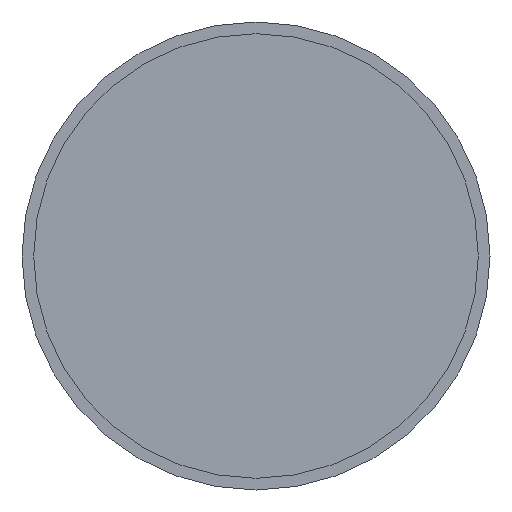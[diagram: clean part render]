
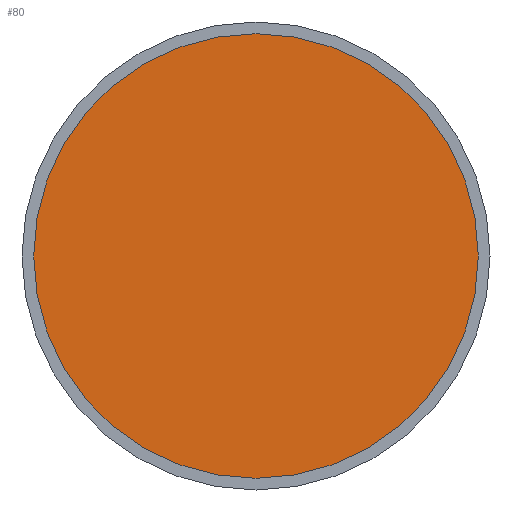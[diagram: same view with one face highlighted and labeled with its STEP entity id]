
A CAD part, front view. The second image highlights one B-rep face of the part: STEP entity #80.
In plain terms, the highlighted planar face has unit normal (0, -1, 0).
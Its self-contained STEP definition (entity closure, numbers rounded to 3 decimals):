
#80 = ADVANCED_FACE( '', ( #171 ), #172, .F. );
#171 = FACE_OUTER_BOUND( '', #277, .T. );
#172 = PLANE( '', #278 );
#277 = EDGE_LOOP( '', ( #479 ) );
#278 = AXIS2_PLACEMENT_3D( '', #480, #481, #482 );
#479 = ORIENTED_EDGE( '', *, *, #612, .T. );
#480 = CARTESIAN_POINT( '', ( 38., -3., 0. ) );
#481 = DIRECTION( '', ( 0., 1., 0. ) );
#482 = DIRECTION( '', ( 0., 0., 1. ) );
#612 = EDGE_CURVE( '', #707, #707, #708, .T. );
#707 = VERTEX_POINT( '', #833 );
#708 = CIRCLE( '', #834, 38. );
#833 = CARTESIAN_POINT( '', ( 0., -3., -38. ) );
#834 = AXIS2_PLACEMENT_3D( '', #919, #920, #921 );
#919 = CARTESIAN_POINT( '', ( 0., -3., 0. ) );
#920 = DIRECTION( '', ( 0., -1., 0. ) );
#921 = DIRECTION( '', ( 0., 0., -1. ) );
